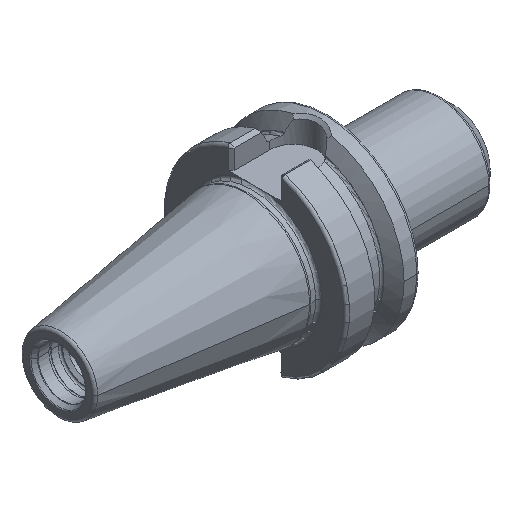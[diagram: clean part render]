
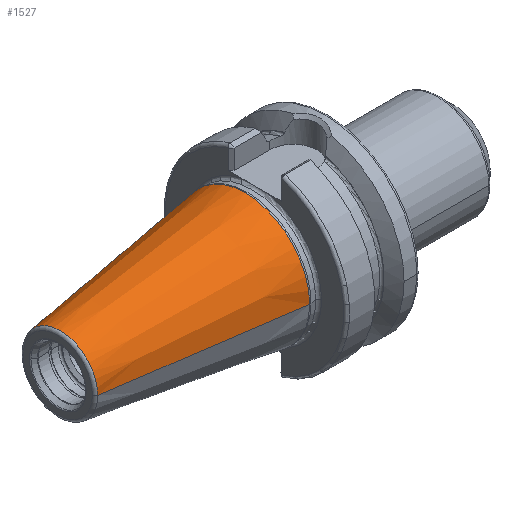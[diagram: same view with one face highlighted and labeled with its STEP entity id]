
A CAD part, isometric view. The second image highlights one B-rep face of the part: STEP entity #1527.
In plain terms, the highlighted conical face has half-angle 8.298 degrees and reference radius 17.426 mm.
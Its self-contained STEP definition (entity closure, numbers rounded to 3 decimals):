
#37=CARTESIAN_POINT('',(-64.544,0.,0.));
#38=DIRECTION('',(1.,0.,0.));
#39=DIRECTION('',(0.,1.,0.));
#40=AXIS2_PLACEMENT_3D('',#37,#38,#39);
#42=CARTESIAN_POINT('',(-1.267,0.,0.));
#43=DIRECTION('',(1.,0.,0.));
#44=DIRECTION('',(0.,1.,0.));
#45=AXIS2_PLACEMENT_3D('',#42,#43,#44);
#47=DIRECTION('',(-0.99,-0.144,0.));
#48=VECTOR('',#47,63.947);
#49=CARTESIAN_POINT('',(-1.267,22.04,0.));
#50=LINE('',#49,#48);
#51=DIRECTION('',(-0.99,0.144,0.));
#52=VECTOR('',#51,63.947);
#53=CARTESIAN_POINT('',(-1.267,-22.04,0.));
#54=LINE('',#53,#52);
#1208=CARTESIAN_POINT('',(-64.544,12.812,0.));
#1210=VERTEX_POINT('',#1208);
#1212=CARTESIAN_POINT('',(-64.544,-12.812,0.));
#1214=VERTEX_POINT('',#1212);
#1427=CARTESIAN_POINT('',(-1.267,22.04,0.));
#1428=VERTEX_POINT('',#1427);
#1429=CARTESIAN_POINT('',(-1.267,-22.04,0.));
#1430=VERTEX_POINT('',#1429);
#1513=CARTESIAN_POINT('',(-32.906,0.,0.));
#1514=DIRECTION('',(1.,0.,0.));
#1515=DIRECTION('',(0.,-1.,0.));
#1516=AXIS2_PLACEMENT_3D('',#1513,#1514,#1515);
#1517=CONICAL_SURFACE('',#1516,17.426,8.298);
#1519=ORIENTED_EDGE('',*,*,#1518,.F.);
#1521=ORIENTED_EDGE('',*,*,#1520,.T.);
#1523=ORIENTED_EDGE('',*,*,#1522,.T.);
#1524=ORIENTED_EDGE('',*,*,#1506,.F.);
#1525=EDGE_LOOP('',(#1519,#1521,#1523,#1524));
#1526=FACE_OUTER_BOUND('',#1525,.F.);
#1527=ADVANCED_FACE('',(#1526),#1517,.T.);
#41=CIRCLE('',#40,12.812);
#46=CIRCLE('',#45,22.04);
#1506=EDGE_CURVE('',#1210,#1214,#41,.T.);
#1518=EDGE_CURVE('',#1428,#1210,#50,.T.);
#1520=EDGE_CURVE('',#1428,#1430,#46,.T.);
#1522=EDGE_CURVE('',#1430,#1214,#54,.T.);
